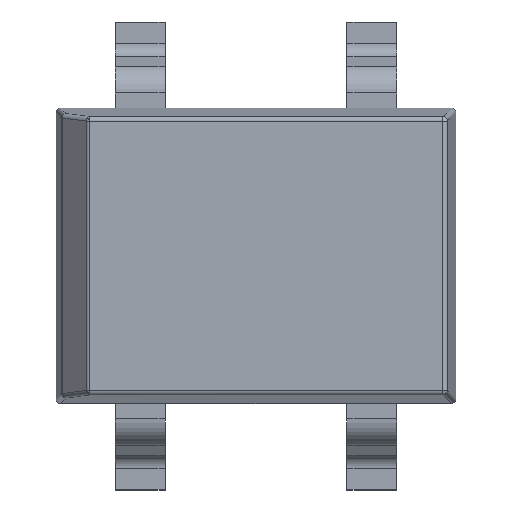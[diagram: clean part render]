
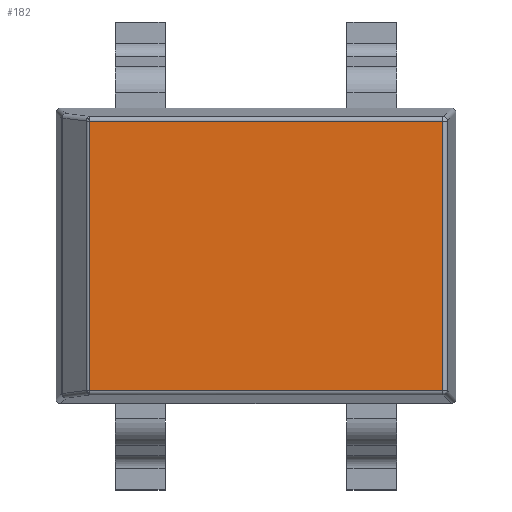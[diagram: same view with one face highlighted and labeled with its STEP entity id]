
A CAD part, top view. The second image highlights one B-rep face of the part: STEP entity #182.
In plain terms, the highlighted planar face has unit normal (0, 0, 1).
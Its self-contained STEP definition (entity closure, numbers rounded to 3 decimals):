
#182=ADVANCED_FACE('',(#1052),#1054,.T.);
#1052=FACE_BOUND('',#1053,.T.);
#1053=EDGE_LOOP('',(#1827,#1828,#1829,#1830));
#1054=PLANE('',#1055);
#1055=AXIS2_PLACEMENT_3D('',#1056,#1057,#1058);
#1056=CARTESIAN_POINT('',(0.,0.,3.4));
#1057=DIRECTION('',(0.,0.,1.));
#1058=DIRECTION('',(1.,0.,0.));
#1827=ORIENTED_EDGE('',*,*,#2287,.T.);
#1828=ORIENTED_EDGE('',*,*,#2288,.T.);
#1829=ORIENTED_EDGE('',*,*,#2289,.T.);
#1830=ORIENTED_EDGE('',*,*,#2290,.T.);
#2287=EDGE_CURVE('',#2557,#2558,#2559,.T.);
#2288=EDGE_CURVE('',#2558,#2560,#2561,.T.);
#2289=EDGE_CURVE('',#2560,#2562,#2563,.T.);
#2290=EDGE_CURVE('',#2562,#2557,#2564,.T.);
#2557=VERTEX_POINT('',#3035);
#2558=VERTEX_POINT('',#3036);
#2559=LINE('',#3037,#3038);
#2560=VERTEX_POINT('',#3040);
#2561=LINE('',#3041,#3042);
#2562=VERTEX_POINT('',#3044);
#2563=LINE('',#3045,#3046);
#2564=LINE('',#3048,#3049);
#3035=CARTESIAN_POINT('',(-3.662,-2.965,3.4));
#3036=CARTESIAN_POINT('',(4.115,-2.965,3.4));
#3037=CARTESIAN_POINT('',(-3.662,-2.965,3.4));
#3038=VECTOR('',#3039,1.);
#3039=DIRECTION('',(1.,0.,0.));
#3040=CARTESIAN_POINT('',(4.115,2.965,3.4));
#3041=CARTESIAN_POINT('',(4.115,-2.965,3.4));
#3042=VECTOR('',#3043,1.);
#3043=DIRECTION('',(0.,1.,0.));
#3044=CARTESIAN_POINT('',(-3.662,2.965,3.4));
#3045=CARTESIAN_POINT('',(4.115,2.965,3.4));
#3046=VECTOR('',#3047,1.);
#3047=DIRECTION('',(-1.,0.,0.));
#3048=CARTESIAN_POINT('',(-3.662,2.965,3.4));
#3049=VECTOR('',#3050,1.);
#3050=DIRECTION('',(0.,-1.,0.));
